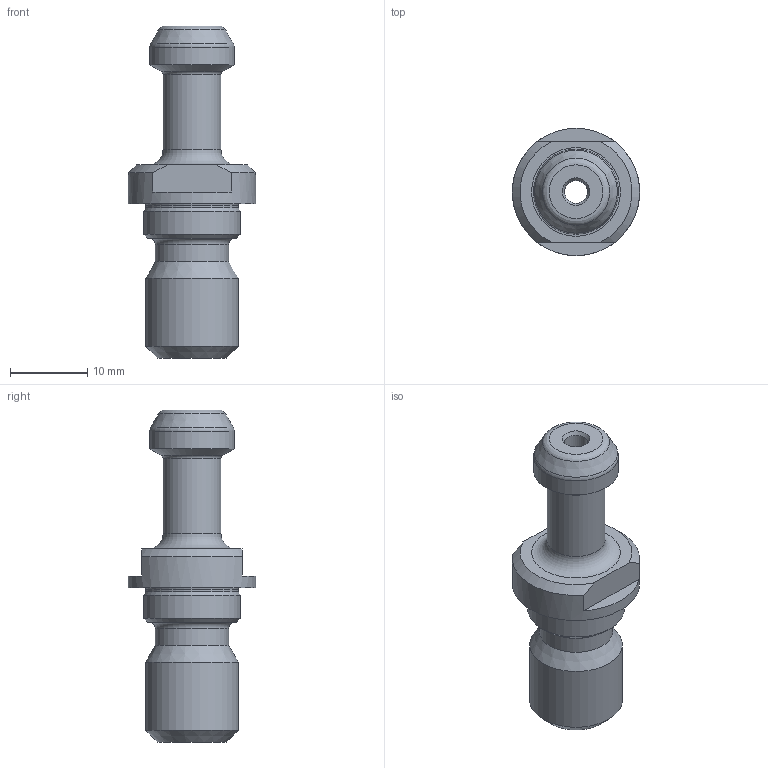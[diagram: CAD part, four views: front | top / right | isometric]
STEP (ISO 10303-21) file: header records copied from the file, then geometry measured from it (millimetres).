
FILE_DESCRIPTION(/* description */ (''),/* implementation_level */ '2;1');
FILE_NAME(/* name */ 'PS-B30C-60-002___ny.stp',/* time_stamp */ '2017-12-11T13:39:36+01:00',/* author */ (''),/* organization */ (''),/* preprocessor_version */ 'ST-DEVELOPER v15',/* originating_system */ 'SIEMENS PLM Software NX 8.5',/* authorisation */ '');
FILE_SCHEMA (('AUTOMOTIVE_DESIGN { 1 0 10303 214 3 1 1 1 }'));
Length unit declared in the file: millimetre
Products named in the file (1): ds292B34A620sooz
Bounding box: 16.5 x 16.5 x 43 mm (x, y, z)
Volume: 3778.2 mm3; surface area: 2285.5 mm2
Topology: 1 solids, 1 shells, 35 faces, 75 edges, 46 vertices
Faces by surface type: cone 11, plane 10, cylinder 8, torus 6
Full cylindrical faces by diameter (mm): 3 x1, 7.5 x1, 9.5 x1, 11 x1, 12 x2, 12.5 x1, 16.5 x1
Entity records: 836 total; most frequent: DIRECTION 152, CARTESIAN_POINT 136, ORIENTED_EDGE 92, AXIS2_PLACEMENT_3D 72, EDGE_LOOP 64, FACE_BOUND 58, EDGE_CURVE 46, VERTEX_POINT 40
